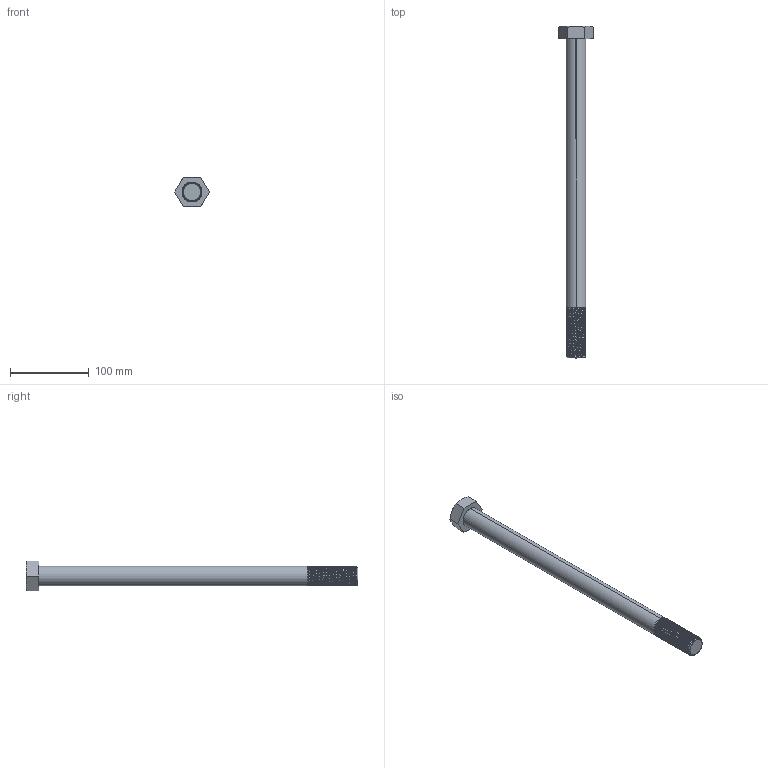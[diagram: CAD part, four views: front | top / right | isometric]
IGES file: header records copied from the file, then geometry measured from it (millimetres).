
Start section: SolidWorks IGES file using analytic representation for surfaces
Global section: file name: B005KNBIM6.3D.IGS; native system: SolidWorks 2012; preprocessor: SolidWorks 2012; author: AE24; date: 130208.054510; units: inch
Bounding box: 43.99 x 422.33 x 38.1 mm (x, y, z)
Surface area: 40005.9 mm2 (no closed solid volume)
Topology: 0 solids, 0 shells, 126 faces, 862 edges, 862 vertices
Faces by surface type: revolution 86, bspline 40
